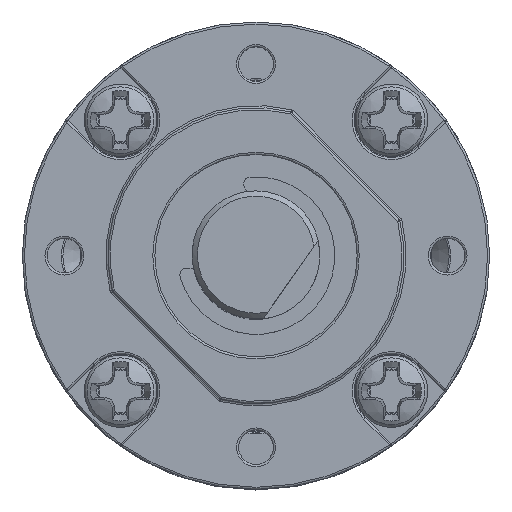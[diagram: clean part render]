
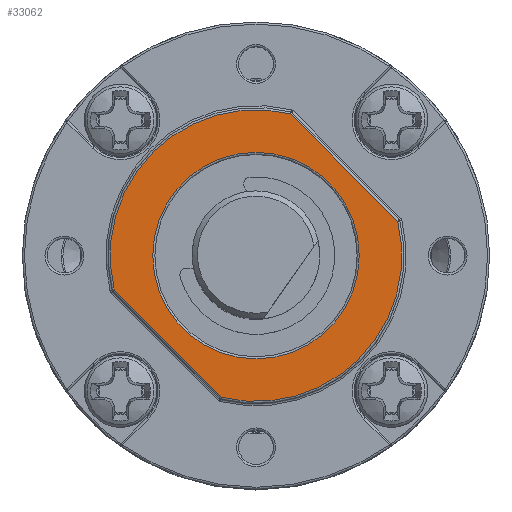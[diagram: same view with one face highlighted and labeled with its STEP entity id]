
A CAD part, top view. The second image highlights one B-rep face of the part: STEP entity #33062.
In plain terms, the highlighted face is planar.
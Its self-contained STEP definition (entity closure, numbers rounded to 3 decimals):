
#356=FACE_BOUND('',#4570,.T.);
#936=CIRCLE('',#35109,4.85);
#940=CIRCLE('',#35114,6.85);
#941=CIRCLE('',#35115,6.85);
#2778=FACE_OUTER_BOUND('',#4569,.T.);
#4569=EDGE_LOOP('',(#29131,#29132,#29133,#29134));
#4570=EDGE_LOOP('',(#29135));
#8691=LINE('',#52834,#12743);
#8692=LINE('',#52837,#12744);
#12743=VECTOR('',#43140,10.);
#12744=VECTOR('',#43143,10.);
#15722=VERTEX_POINT('',#52822);
#15725=VERTEX_POINT('',#52830);
#15726=VERTEX_POINT('',#52831);
#15727=VERTEX_POINT('',#52833);
#15728=VERTEX_POINT('',#52835);
#20231=EDGE_CURVE('',#15722,#15722,#936,.T.);
#20235=EDGE_CURVE('',#15725,#15726,#940,.T.);
#20236=EDGE_CURVE('',#15727,#15725,#8691,.T.);
#20237=EDGE_CURVE('',#15728,#15727,#941,.T.);
#20238=EDGE_CURVE('',#15726,#15728,#8692,.T.);
#29131=ORIENTED_EDGE('',*,*,#20235,.F.);
#29132=ORIENTED_EDGE('',*,*,#20236,.F.);
#29133=ORIENTED_EDGE('',*,*,#20237,.F.);
#29134=ORIENTED_EDGE('',*,*,#20238,.F.);
#29135=ORIENTED_EDGE('',*,*,#20231,.F.);
#31515=PLANE('',#35113);
#33062=ADVANCED_FACE('',(#2778,#356),#31515,.T.);
#35109=AXIS2_PLACEMENT_3D('',#52823,#43128,#43129);
#35113=AXIS2_PLACEMENT_3D('',#52829,#43136,#43137);
#35114=AXIS2_PLACEMENT_3D('',#52832,#43138,#43139);
#35115=AXIS2_PLACEMENT_3D('',#52836,#43141,#43142);
#43128=DIRECTION('center_axis',(0.,1.,0.));
#43129=DIRECTION('ref_axis',(-1.,0.,0.));
#43136=DIRECTION('center_axis',(0.,1.,0.));
#43137=DIRECTION('ref_axis',(-1.,0.,0.));
#43138=DIRECTION('center_axis',(0.,-1.,0.));
#43139=DIRECTION('ref_axis',(-0.707,0.,0.707));
#43140=DIRECTION('',(-0.707,0.,0.707));
#43141=DIRECTION('center_axis',(0.,-1.,0.));
#43142=DIRECTION('ref_axis',(0.707,0.,-0.707));
#43143=DIRECTION('',(0.707,0.,-0.707));
#52822=CARTESIAN_POINT('',(0.,16.4,4.85));
#52823=CARTESIAN_POINT('Origin',(0.,16.4,0.));
#52829=CARTESIAN_POINT('Origin',(0.,16.4,0.));
#52830=CARTESIAN_POINT('',(1.617,16.4,6.656));
#52831=CARTESIAN_POINT('',(-6.656,16.4,-1.617));
#52832=CARTESIAN_POINT('Origin',(0.,16.4,0.));
#52833=CARTESIAN_POINT('',(6.656,16.4,1.617));
#52834=CARTESIAN_POINT('',(2.867,16.4,5.406));
#52835=CARTESIAN_POINT('',(-1.617,16.4,-6.656));
#52836=CARTESIAN_POINT('Origin',(0.,16.4,0.));
#52837=CARTESIAN_POINT('',(-2.867,16.4,-5.406));
